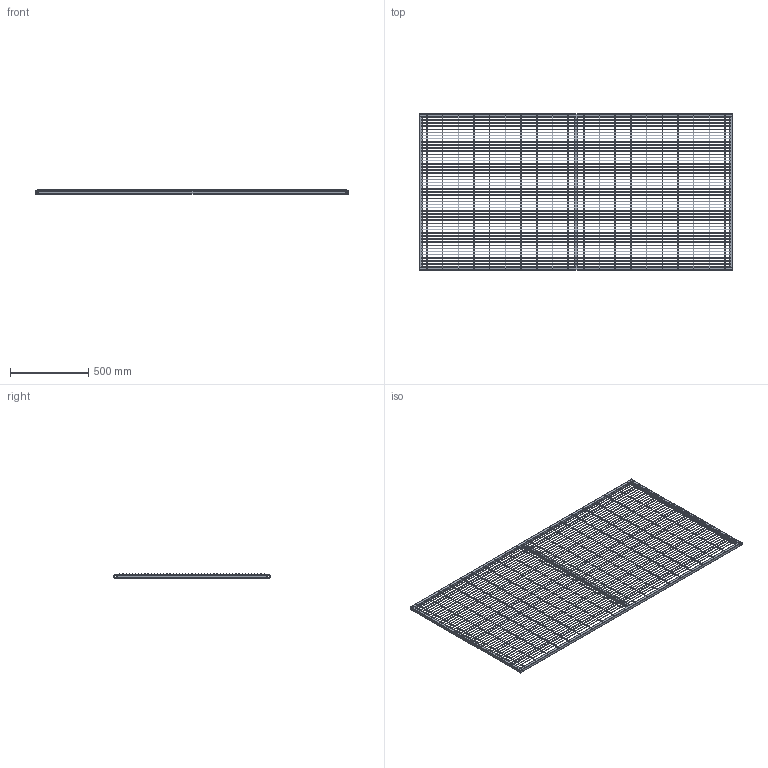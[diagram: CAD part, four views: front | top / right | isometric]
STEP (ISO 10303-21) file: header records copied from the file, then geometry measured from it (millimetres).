
FILE_DESCRIPTION (( 'STEP AP214' ), '1' );
FILE_NAME ('SRF_C_1000_3_B.STEP', '2018-01-25T12:37:26', ( '' ), ( '' ), 'SwSTEP 2.0', 'SolidWorks 2018', '' );
FILE_SCHEMA (( 'AUTOMOTIVE_DESIGN' ));
Length unit declared in the file: millimetre
Products named in the file (1): SRF_C_1000_3_B
Bounding box: 1999 x 995 x 26 mm (x, y, z)
Volume: 1215742.1 mm3; surface area: 2088439.5 mm2
Topology: 76 solids, 76 shells, 670 faces, 1494 edges, 996 vertices
Faces by surface type: cylinder 346, plane 324
Entity records: 26965 total; most frequent: DIRECTION 3528, CARTESIAN_POINT 3161, ORIENTED_EDGE 2988, EDGE_CURVE 1494, AXIS2_PLACEMENT_3D 1363, VERTEX_POINT 996, VECTOR 802, LINE 802
